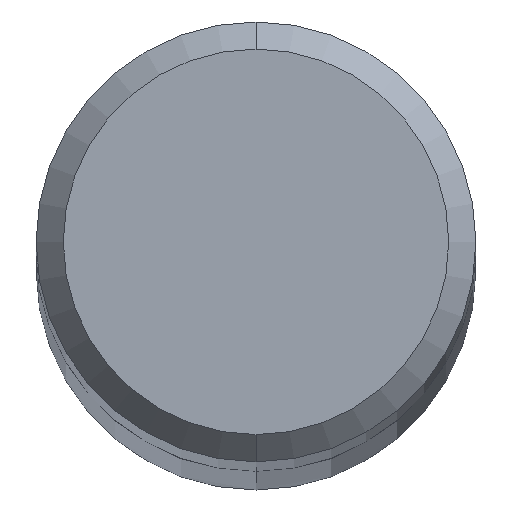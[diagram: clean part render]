
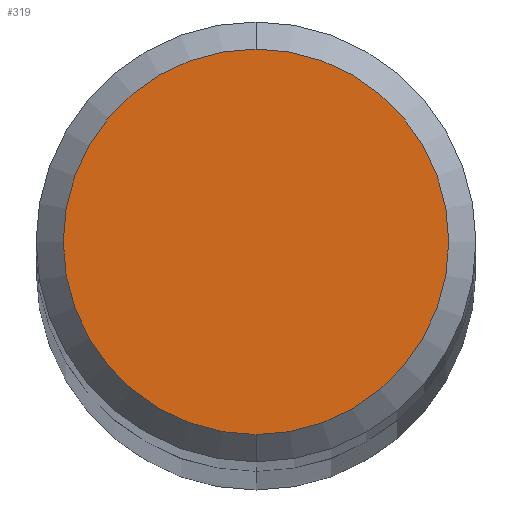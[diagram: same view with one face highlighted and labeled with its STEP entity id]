
A CAD part, top view. The second image highlights one B-rep face of the part: STEP entity #319.
In plain terms, the highlighted planar face has unit normal (0, 0, 1).
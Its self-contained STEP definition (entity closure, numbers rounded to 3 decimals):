
#231=VERTEX_POINT('',#497);
#239=EDGE_CURVE('',#231,#373,#505,.T.);
#319=ADVANCED_FACE('',(#591),#592,.T.);
#373=VERTEX_POINT('',#655);
#387=EDGE_CURVE('',#373,#231,#670,.T.);
#497=CARTESIAN_POINT('',(0.0,3.55,98.0));
#505=CIRCLE('',#887,3.55);
#591=FACE_OUTER_BOUND('',#1111,.T.);
#592=PLANE('',#1112);
#655=CARTESIAN_POINT('',(0.,-3.55,98.0));
#670=CIRCLE('',#1243,3.55);
#887=AXIS2_PLACEMENT_3D('',#1368,#1369,#1370);
#1111=EDGE_LOOP('',(#1448,#1449));
#1112=AXIS2_PLACEMENT_3D('',#1450,#1451,#1452);
#1243=AXIS2_PLACEMENT_3D('',#1559,#1560,#1561);
#1368=CARTESIAN_POINT('',(0.0,0.0,98.0));
#1369=DIRECTION('',(0.0,0.0,-1.0));
#1370=DIRECTION('',(0.0,1.0,0.0));
#1448=ORIENTED_EDGE('',*,*,#239,.F.);
#1449=ORIENTED_EDGE('',*,*,#387,.F.);
#1450=CARTESIAN_POINT('',(0.0,1.775,98.0));
#1451=DIRECTION('',(0.0,0.0,1.0));
#1452=DIRECTION('',(0.0,-1.0,0.0));
#1559=CARTESIAN_POINT('',(0.0,0.0,98.0));
#1560=DIRECTION('',(0.0,0.0,-1.0));
#1561=DIRECTION('',(0.0,1.0,0.0));
